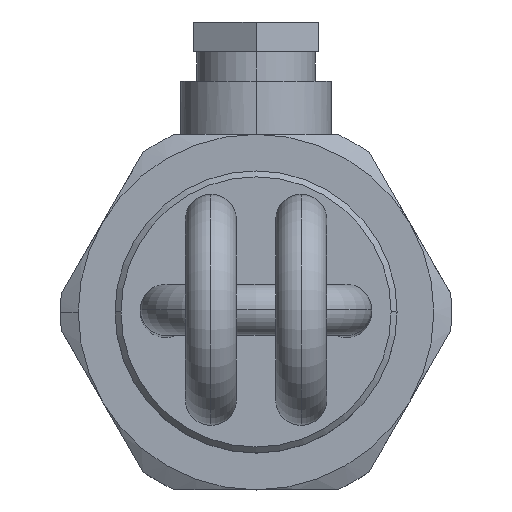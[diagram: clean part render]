
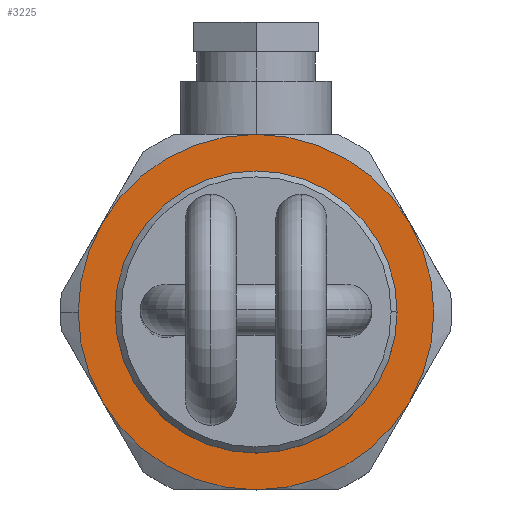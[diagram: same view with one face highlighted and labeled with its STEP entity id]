
A CAD part, top view. The second image highlights one B-rep face of the part: STEP entity #3225.
In plain terms, the highlighted planar face has unit normal (0, 0, 1).
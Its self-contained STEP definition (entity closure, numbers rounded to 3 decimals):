
#66 = CARTESIAN_POINT ( 'NONE',  ( 0., 0., 8. ) ) ;
#157 = VERTEX_POINT ( 'NONE', #1848 ) ;
#184 = CIRCLE ( 'NONE', #508, 30. ) ;
#232 = CIRCLE ( 'NONE', #2629, 30. ) ;
#268 = CARTESIAN_POINT ( 'NONE',  ( 0., 0., 8. ) ) ;
#333 = DIRECTION ( 'NONE',  ( 1., 0., 0. ) ) ;
#344 = CARTESIAN_POINT ( 'NONE',  ( 0., 0., 8. ) ) ;
#347 = CARTESIAN_POINT ( 'NONE',  ( 0., 0., 8. ) ) ;
#369 = ORIENTED_EDGE ( 'NONE', *, *, #2512, .F. ) ;
#394 = EDGE_CURVE ( 'NONE', #157, #3231, #2989, .T. ) ;
#395 = ORIENTED_EDGE ( 'NONE', *, *, #1924, .F. ) ;
#440 = CARTESIAN_POINT ( 'NONE',  ( 0., 0., 8. ) ) ;
#508 = AXIS2_PLACEMENT_3D ( 'NONE', #1255, #3043, #1514 ) ;
#514 = DIRECTION ( 'NONE',  ( 1., 0., 0. ) ) ;
#553 = ORIENTED_EDGE ( 'NONE', *, *, #2574, .F. ) ;
#569 = DIRECTION ( 'NONE',  ( 1., 0., 0. ) ) ;
#588 = DIRECTION ( 'NONE',  ( 1., 0., 0. ) ) ;
#683 = DIRECTION ( 'NONE',  ( 1., 0., 0. ) ) ;
#759 = CARTESIAN_POINT ( 'NONE',  ( 0., 30., 8. ) ) ;
#761 = ORIENTED_EDGE ( 'NONE', *, *, #2138, .F. ) ;
#774 = FACE_OUTER_BOUND ( 'NONE', #1658, .T. ) ;
#826 = CARTESIAN_POINT ( 'NONE',  ( -25.981, -15., 8. ) ) ;
#833 = CARTESIAN_POINT ( 'NONE',  ( 25.981, -15., 8. ) ) ;
#838 = DIRECTION ( 'NONE',  ( 0., 0., -1. ) ) ;
#974 = VERTEX_POINT ( 'NONE', #2692 ) ;
#996 = AXIS2_PLACEMENT_3D ( 'NONE', #1031, #2803, #1267 ) ;
#1031 = CARTESIAN_POINT ( 'NONE',  ( 0., 0., 8. ) ) ;
#1114 = CARTESIAN_POINT ( 'NONE',  ( 25.981, 15., 8. ) ) ;
#1121 = AXIS2_PLACEMENT_3D ( 'NONE', #66, #1776, #333 ) ;
#1178 = CIRCLE ( 'NONE', #2066, 23.8 ) ;
#1202 = ORIENTED_EDGE ( 'NONE', *, *, #394, .F. ) ;
#1255 = CARTESIAN_POINT ( 'NONE',  ( 0., 0., 8. ) ) ;
#1267 = DIRECTION ( 'NONE',  ( 1., 0., 0. ) ) ;
#1327 = AXIS2_PLACEMENT_3D ( 'NONE', #2983, #1443, #3227 ) ;
#1368 = CIRCLE ( 'NONE', #1327, 30. ) ;
#1380 = CARTESIAN_POINT ( 'NONE',  ( -30., 0., 8. ) ) ;
#1443 = DIRECTION ( 'NONE',  ( 0., 0., -1. ) ) ;
#1485 = CIRCLE ( 'NONE', #996, 30. ) ;
#1514 = DIRECTION ( 'NONE',  ( 1., 0., 0. ) ) ;
#1541 = CARTESIAN_POINT ( 'NONE',  ( 0., 0., 8. ) ) ;
#1558 = CIRCLE ( 'NONE', #2008, 30. ) ;
#1605 = VERTEX_POINT ( 'NONE', #2443 ) ;
#1619 = AXIS2_PLACEMENT_3D ( 'NONE', #1541, #2043, #569 ) ;
#1658 = EDGE_LOOP ( 'NONE', ( #553, #2329, #2273, #761, #2702, #2383, #1202 ) ) ;
#1717 = CIRCLE ( 'NONE', #2052, 23.8 ) ;
#1776 = DIRECTION ( 'NONE',  ( 0., 0., -1. ) ) ;
#1848 = CARTESIAN_POINT ( 'NONE',  ( 0., -30., 8. ) ) ;
#1924 = EDGE_CURVE ( 'NONE', #974, #2967, #1178, .T. ) ;
#1977 = DIRECTION ( 'NONE',  ( 0., 0., 1. ) ) ;
#2002 = EDGE_CURVE ( 'NONE', #2298, #1605, #1368, .T. ) ;
#2008 = AXIS2_PLACEMENT_3D ( 'NONE', #2320, #838, #2580 ) ;
#2043 = DIRECTION ( 'NONE',  ( 0., 0., 1. ) ) ;
#2052 = AXIS2_PLACEMENT_3D ( 'NONE', #268, #1977, #514 ) ;
#2057 = DIRECTION ( 'NONE',  ( 0., 0., 1. ) ) ;
#2060 = DIRECTION ( 'NONE',  ( 0., 0., -1. ) ) ;
#2066 = AXIS2_PLACEMENT_3D ( 'NONE', #344, #2057, #588 ) ;
#2072 = DIRECTION ( 'NONE',  ( 1., 0., 0. ) ) ;
#2075 = CIRCLE ( 'NONE', #1121, 30. ) ;
#2103 = VERTEX_POINT ( 'NONE', #833 ) ;
#2138 = EDGE_CURVE ( 'NONE', #1605, #3020, #1558, .T. ) ;
#2161 = DIRECTION ( 'NONE',  ( 0., 0., -1. ) ) ;
#2194 = CARTESIAN_POINT ( 'NONE',  ( -23.8, 0., 8. ) ) ;
#2266 = VERTEX_POINT ( 'NONE', #1114 ) ;
#2273 = ORIENTED_EDGE ( 'NONE', *, *, #2341, .F. ) ;
#2298 = VERTEX_POINT ( 'NONE', #1380 ) ;
#2320 = CARTESIAN_POINT ( 'NONE',  ( 0., 0., 8. ) ) ;
#2329 = ORIENTED_EDGE ( 'NONE', *, *, #2547, .F. ) ;
#2341 = EDGE_CURVE ( 'NONE', #3020, #2266, #232, .T. ) ;
#2383 = ORIENTED_EDGE ( 'NONE', *, *, #3224, .F. ) ;
#2443 = CARTESIAN_POINT ( 'NONE',  ( -25.981, 15., 8. ) ) ;
#2512 = EDGE_CURVE ( 'NONE', #2967, #974, #1717, .T. ) ;
#2546 = PLANE ( 'NONE',  #1619 ) ;
#2547 = EDGE_CURVE ( 'NONE', #2266, #2103, #184, .T. ) ;
#2574 = EDGE_CURVE ( 'NONE', #2103, #157, #1485, .T. ) ;
#2580 = DIRECTION ( 'NONE',  ( -1., 0., 0. ) ) ;
#2629 = AXIS2_PLACEMENT_3D ( 'NONE', #440, #2161, #683 ) ;
#2684 = FACE_BOUND ( 'NONE', #3158, .T. ) ;
#2692 = CARTESIAN_POINT ( 'NONE',  ( 23.8, 0., 8. ) ) ;
#2702 = ORIENTED_EDGE ( 'NONE', *, *, #2002, .F. ) ;
#2803 = DIRECTION ( 'NONE',  ( 0., 0., -1. ) ) ;
#2967 = VERTEX_POINT ( 'NONE', #2194 ) ;
#2983 = CARTESIAN_POINT ( 'NONE',  ( 0., 0., 8. ) ) ;
#2989 = CIRCLE ( 'NONE', #3019, 30. ) ;
#3019 = AXIS2_PLACEMENT_3D ( 'NONE', #347, #2060, #2072 ) ;
#3020 = VERTEX_POINT ( 'NONE', #759 ) ;
#3043 = DIRECTION ( 'NONE',  ( 0., 0., -1. ) ) ;
#3158 = EDGE_LOOP ( 'NONE', ( #369, #395 ) ) ;
#3224 = EDGE_CURVE ( 'NONE', #3231, #2298, #2075, .T. ) ;
#3225 = ADVANCED_FACE ( 'NONE', ( #774, #2684 ), #2546, .T. ) ;
#3227 = DIRECTION ( 'NONE',  ( 1., 0., 0. ) ) ;
#3231 = VERTEX_POINT ( 'NONE', #826 ) ;
